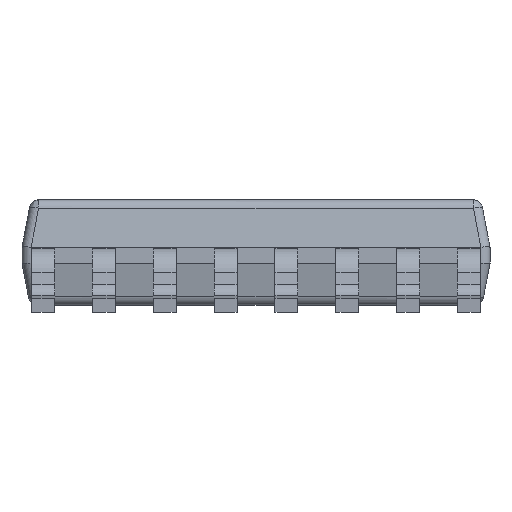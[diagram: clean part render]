
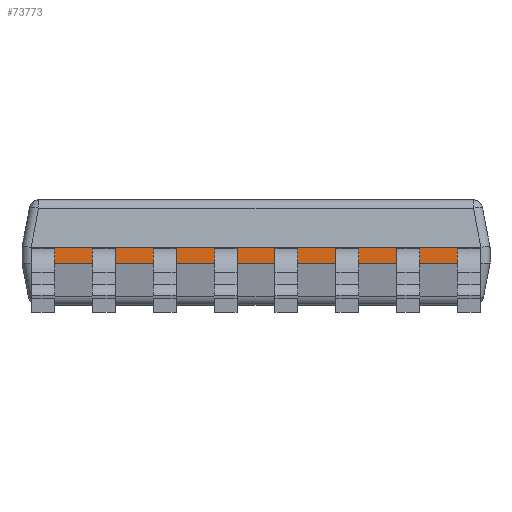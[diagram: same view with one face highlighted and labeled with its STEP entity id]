
A CAD part, left-side view. The second image highlights one B-rep face of the part: STEP entity #73773.
In plain terms, the highlighted free-form (B-spline) face has degree [1, 1] with [2, 2] control points.
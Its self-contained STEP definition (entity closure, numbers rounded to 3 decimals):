
#71264 = B_SPLINE_SURFACE_WITH_KNOTS('',1,1,(
    (#71265,#71266)
    ,(#71267,#71268
    )),.UNSPECIFIED.,.F.,.F.,.F.,(2,2),(2,2),(0.098,
    4.902),(-0.328,0.),.PIECEWISE_BEZIER_KNOTS.);
#71265 = CARTESIAN_POINT('',(-2.132,2.402,
    0.165));
#71266 = CARTESIAN_POINT('',(-2.2,2.402,0.525));
#71267 = CARTESIAN_POINT('',(-2.132,-2.402,
    0.165));
#71268 = CARTESIAN_POINT('',(-2.2,-2.402,0.525));
#71308 = VERTEX_POINT('',#71309);
#71309 = CARTESIAN_POINT('',(-2.2,2.4,0.525));
#71325 = ( BOUNDED_SURFACE() B_SPLINE_SURFACE(2,1,(
    (#71326,#71327)
    ,(#71328,#71329)
    ,(#71330,#71331
)),.UNSPECIFIED.,.F.,.F.,.F.) B_SPLINE_SURFACE_WITH_KNOTS((3,3),(2,2),(
    0.,1.571),(1.749,1.908),
.PIECEWISE_BEZIER_KNOTS.) GEOMETRIC_REPRESENTATION_ITEM() 
RATIONAL_B_SPLINE_SURFACE((
    (1.,1.)
    ,(0.707,0.707)
,(1.,1.))) REPRESENTATION_ITEM('') SURFACE() );
#71326 = CARTESIAN_POINT('',(-2.2,2.4,0.699));
#71327 = CARTESIAN_POINT('',(-2.2,2.4,0.521));
#71328 = CARTESIAN_POINT('',(-2.2,2.5,0.699));
#71329 = CARTESIAN_POINT('',(-2.2,2.5,0.521));
#71330 = CARTESIAN_POINT('',(-2.1,2.5,0.699));
#71331 = CARTESIAN_POINT('',(-2.1,2.5,0.521));
#71339 = EDGE_CURVE('',#71308,#71340,#71342,.T.);
#71340 = VERTEX_POINT('',#71341);
#71341 = CARTESIAN_POINT('',(-2.2,-2.4,0.525));
#71342 = SURFACE_CURVE('',#71343,(#71346,#71352),.PCURVE_S1.);
#71343 = B_SPLINE_CURVE_WITH_KNOTS('',1,(#71344,#71345),.UNSPECIFIED.,
  .F.,.F.,(2,2),(0.,4.8),.PIECEWISE_BEZIER_KNOTS.);
#71344 = CARTESIAN_POINT('',(-2.2,2.4,0.525));
#71345 = CARTESIAN_POINT('',(-2.2,-2.4,0.525));
#71346 = PCURVE('',#71264,#71347);
#71347 = DEFINITIONAL_REPRESENTATION('',(#71348),#71351);
#71348 = B_SPLINE_CURVE_WITH_KNOTS('',1,(#71349,#71350),.UNSPECIFIED.,
  .F.,.F.,(2,2),(0.,4.8),.PIECEWISE_BEZIER_KNOTS.);
#71349 = CARTESIAN_POINT('',(0.1,0.));
#71350 = CARTESIAN_POINT('',(4.9,0.));
#71351 = ( GEOMETRIC_REPRESENTATION_CONTEXT(2) 
PARAMETRIC_REPRESENTATION_CONTEXT() REPRESENTATION_CONTEXT('2D SPACE',''
  ) );
#71352 = PCURVE('',#71353,#71358);
#71353 = B_SPLINE_SURFACE_WITH_KNOTS('',1,1,(
    (#71354,#71355)
    ,(#71356,#71357
    )),.UNSPECIFIED.,.F.,.F.,.F.,(2,2),(2,2),(0.1,4.9),(0.4,0.55),
  .PIECEWISE_BEZIER_KNOTS.);
#71354 = CARTESIAN_POINT('',(-2.2,2.4,0.525));
#71355 = CARTESIAN_POINT('',(-2.2,2.4,0.694));
#71356 = CARTESIAN_POINT('',(-2.2,-2.4,0.525));
#71357 = CARTESIAN_POINT('',(-2.2,-2.4,0.694));
#71358 = DEFINITIONAL_REPRESENTATION('',(#71359),#71362);
#71359 = B_SPLINE_CURVE_WITH_KNOTS('',1,(#71360,#71361),.UNSPECIFIED.,
  .F.,.F.,(2,2),(0.,4.8),.PIECEWISE_BEZIER_KNOTS.);
#71360 = CARTESIAN_POINT('',(0.1,0.4));
#71361 = CARTESIAN_POINT('',(4.9,0.4));
#71362 = ( GEOMETRIC_REPRESENTATION_CONTEXT(2) 
PARAMETRIC_REPRESENTATION_CONTEXT() REPRESENTATION_CONTEXT('2D SPACE',''
  ) );
#71382 = ( BOUNDED_SURFACE() B_SPLINE_SURFACE(2,1,(
    (#71383,#71384)
    ,(#71385,#71386)
    ,(#71387,#71388
)),.UNSPECIFIED.,.F.,.F.,.F.) B_SPLINE_SURFACE_WITH_KNOTS((3,3),(2,2),(
    0.,1.571),(1.749,1.908),
.PIECEWISE_BEZIER_KNOTS.) GEOMETRIC_REPRESENTATION_ITEM() 
RATIONAL_B_SPLINE_SURFACE((
    (1.,1.)
    ,(0.707,0.707)
,(1.,1.))) REPRESENTATION_ITEM('') SURFACE() );
#71383 = CARTESIAN_POINT('',(-2.1,-2.5,0.699));
#71384 = CARTESIAN_POINT('',(-2.1,-2.5,0.521));
#71385 = CARTESIAN_POINT('',(-2.2,-2.5,0.699));
#71386 = CARTESIAN_POINT('',(-2.2,-2.5,0.521));
#71387 = CARTESIAN_POINT('',(-2.2,-2.4,0.699));
#71388 = CARTESIAN_POINT('',(-2.2,-2.4,0.521));
#72282 = VERTEX_POINT('',#72283);
#72283 = CARTESIAN_POINT('',(-2.2,-2.4,0.694));
#72298 = B_SPLINE_SURFACE_WITH_KNOTS('',1,1,(
    (#72299,#72300)
    ,(#72301,#72302
    )),.UNSPECIFIED.,.F.,.F.,.F.,(2,2),(2,2),(0.098,
    4.902),(0.,0.379),.PIECEWISE_BEZIER_KNOTS.);
#72299 = CARTESIAN_POINT('',(-2.2,2.402,0.694));
#72300 = CARTESIAN_POINT('',(-2.121,2.402,
    1.111));
#72301 = CARTESIAN_POINT('',(-2.2,-2.402,0.694));
#72302 = CARTESIAN_POINT('',(-2.121,-2.402,
    1.111));
#72311 = EDGE_CURVE('',#72282,#71340,#72312,.T.);
#72312 = SURFACE_CURVE('',#72313,(#72316,#72323),.PCURVE_S1.);
#72313 = B_SPLINE_CURVE_WITH_KNOTS('',1,(#72314,#72315),.UNSPECIFIED.,
  .F.,.F.,(2,2),(0.,0.15),.PIECEWISE_BEZIER_KNOTS.);
#72314 = CARTESIAN_POINT('',(-2.2,-2.4,0.694));
#72315 = CARTESIAN_POINT('',(-2.2,-2.4,0.525));
#72316 = PCURVE('',#71382,#72317);
#72317 = DEFINITIONAL_REPRESENTATION('',(#72318),#72322);
#72318 = B_SPLINE_CURVE_WITH_KNOTS('',2,(#72319,#72320,#72321),
  .UNSPECIFIED.,.F.,.F.,(3,3),(0.,0.15),.PIECEWISE_BEZIER_KNOTS.);
#72319 = CARTESIAN_POINT('',(1.571,1.754));
#72320 = CARTESIAN_POINT('',(1.571,1.829));
#72321 = CARTESIAN_POINT('',(1.571,1.904));
#72322 = ( GEOMETRIC_REPRESENTATION_CONTEXT(2) 
PARAMETRIC_REPRESENTATION_CONTEXT() REPRESENTATION_CONTEXT('2D SPACE',''
  ) );
#72323 = PCURVE('',#71353,#72324);
#72324 = DEFINITIONAL_REPRESENTATION('',(#72325),#72328);
#72325 = B_SPLINE_CURVE_WITH_KNOTS('',1,(#72326,#72327),.UNSPECIFIED.,
  .F.,.F.,(2,2),(0.,0.15),.PIECEWISE_BEZIER_KNOTS.);
#72326 = CARTESIAN_POINT('',(4.9,0.55));
#72327 = CARTESIAN_POINT('',(4.9,0.4));
#72328 = ( GEOMETRIC_REPRESENTATION_CONTEXT(2) 
PARAMETRIC_REPRESENTATION_CONTEXT() REPRESENTATION_CONTEXT('2D SPACE',''
  ) );
#73475 = EDGE_CURVE('',#73476,#72282,#73478,.T.);
#73476 = VERTEX_POINT('',#73477);
#73477 = CARTESIAN_POINT('',(-2.2,2.4,0.694));
#73478 = SURFACE_CURVE('',#73479,(#73482,#73488),.PCURVE_S1.);
#73479 = B_SPLINE_CURVE_WITH_KNOTS('',1,(#73480,#73481),.UNSPECIFIED.,
  .F.,.F.,(2,2),(0.,4.8),.PIECEWISE_BEZIER_KNOTS.);
#73480 = CARTESIAN_POINT('',(-2.2,2.4,0.694));
#73481 = CARTESIAN_POINT('',(-2.2,-2.4,0.694));
#73482 = PCURVE('',#72298,#73483);
#73483 = DEFINITIONAL_REPRESENTATION('',(#73484),#73487);
#73484 = B_SPLINE_CURVE_WITH_KNOTS('',1,(#73485,#73486),.UNSPECIFIED.,
  .F.,.F.,(2,2),(0.,4.8),.PIECEWISE_BEZIER_KNOTS.);
#73485 = CARTESIAN_POINT('',(0.1,0.));
#73486 = CARTESIAN_POINT('',(4.9,0.));
#73487 = ( GEOMETRIC_REPRESENTATION_CONTEXT(2) 
PARAMETRIC_REPRESENTATION_CONTEXT() REPRESENTATION_CONTEXT('2D SPACE',''
  ) );
#73488 = PCURVE('',#71353,#73489);
#73489 = DEFINITIONAL_REPRESENTATION('',(#73490),#73493);
#73490 = B_SPLINE_CURVE_WITH_KNOTS('',1,(#73491,#73492),.UNSPECIFIED.,
  .F.,.F.,(2,2),(0.,4.8),.PIECEWISE_BEZIER_KNOTS.);
#73491 = CARTESIAN_POINT('',(0.1,0.55));
#73492 = CARTESIAN_POINT('',(4.9,0.55));
#73493 = ( GEOMETRIC_REPRESENTATION_CONTEXT(2) 
PARAMETRIC_REPRESENTATION_CONTEXT() REPRESENTATION_CONTEXT('2D SPACE',''
  ) );
#73755 = EDGE_CURVE('',#73476,#71308,#73756,.T.);
#73756 = SURFACE_CURVE('',#73757,(#73760,#73767),.PCURVE_S1.);
#73757 = B_SPLINE_CURVE_WITH_KNOTS('',1,(#73758,#73759),.UNSPECIFIED.,
  .F.,.F.,(2,2),(0.,0.15),.PIECEWISE_BEZIER_KNOTS.);
#73758 = CARTESIAN_POINT('',(-2.2,2.4,0.694));
#73759 = CARTESIAN_POINT('',(-2.2,2.4,0.525));
#73760 = PCURVE('',#71325,#73761);
#73761 = DEFINITIONAL_REPRESENTATION('',(#73762),#73766);
#73762 = B_SPLINE_CURVE_WITH_KNOTS('',2,(#73763,#73764,#73765),
  .UNSPECIFIED.,.F.,.F.,(3,3),(0.,0.15),
  .PIECEWISE_BEZIER_KNOTS.);
#73763 = CARTESIAN_POINT('',(0.,1.754));
#73764 = CARTESIAN_POINT('',(0.,1.829));
#73765 = CARTESIAN_POINT('',(0.,1.904));
#73766 = ( GEOMETRIC_REPRESENTATION_CONTEXT(2) 
PARAMETRIC_REPRESENTATION_CONTEXT() REPRESENTATION_CONTEXT('2D SPACE',''
  ) );
#73767 = PCURVE('',#71353,#73768);
#73768 = DEFINITIONAL_REPRESENTATION('',(#73769),#73772);
#73769 = B_SPLINE_CURVE_WITH_KNOTS('',1,(#73770,#73771),.UNSPECIFIED.,
  .F.,.F.,(2,2),(0.,0.15),.PIECEWISE_BEZIER_KNOTS.);
#73770 = CARTESIAN_POINT('',(0.1,0.55));
#73771 = CARTESIAN_POINT('',(0.1,0.4));
#73772 = ( GEOMETRIC_REPRESENTATION_CONTEXT(2) 
PARAMETRIC_REPRESENTATION_CONTEXT() REPRESENTATION_CONTEXT('2D SPACE',''
  ) );
#73773 = ADVANCED_FACE('',(#73774),#71353,.T.);
#73774 = FACE_BOUND('',#73775,.F.);
#73775 = EDGE_LOOP('',(#73776,#73777,#73778,#73779));
#73776 = ORIENTED_EDGE('',*,*,#73755,.F.);
#73777 = ORIENTED_EDGE('',*,*,#73475,.T.);
#73778 = ORIENTED_EDGE('',*,*,#72311,.T.);
#73779 = ORIENTED_EDGE('',*,*,#71339,.F.);
